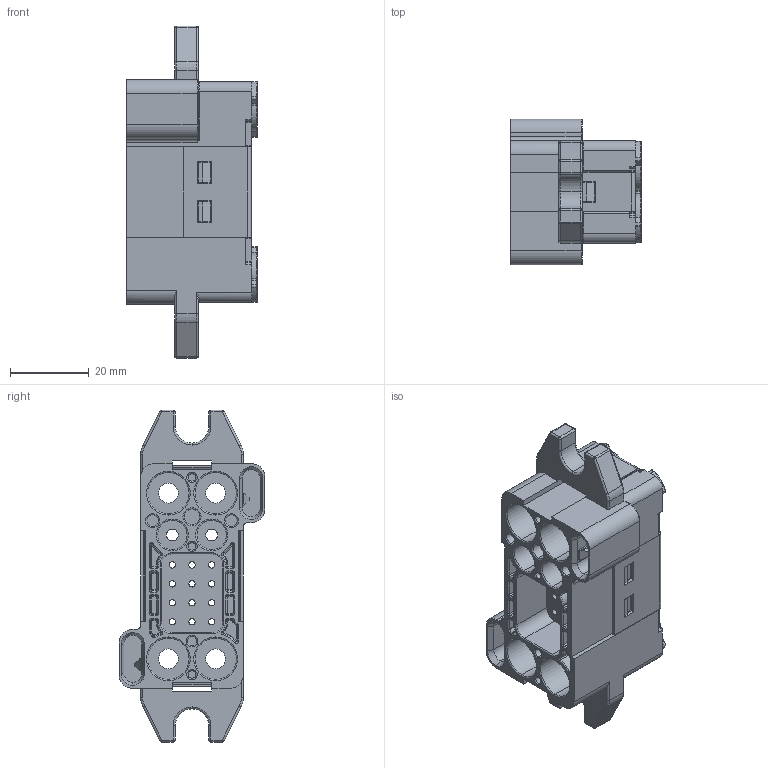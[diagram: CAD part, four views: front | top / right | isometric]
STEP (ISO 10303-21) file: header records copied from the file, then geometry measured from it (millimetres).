
FILE_DESCRIPTION(/* description */ (''),/* implementation_level */ '2;1');
FILE_NAME(/* name */ '1010080000005.stp',/* time_stamp */ '2023-08-02T11:19:00+08:00',/* author */ (''),/* organization */ (''),/* preprocessor_version */ 'ST-DEVELOPER v11',/* originating_system */ 'SIEMENS PLM Software NX 7.5',/* authorisation */ '');
FILE_SCHEMA (('CONFIG_CONTROL_DESIGN'));
Length unit declared in the file: millimetre
Products named in the file (1): 1010080000005_stp
Bounding box: 33.2 x 37 x 84.2 mm (x, y, z)
Volume: 32119.2 mm3; surface area: 24587.5 mm2
Topology: 1 solids, 2 shells, 1134 faces, 2746 edges, 1578 vertices
Faces by surface type: cylinder 491, plane 319, torus 200, sphere 86, bspline 32, cone 6
Full cylindrical faces by diameter (mm): 1.6 x12, 3 x2, 5 x4, 5.8 x2, 9.2 x4
Entity records: 33290 total; most frequent: CARTESIAN_POINT 6665, DIRECTION 6045, ORIENTED_EDGE 5274, EDGE_CURVE 2637, AXIS2_PLACEMENT_3D 2393, VERTEX_POINT 1572, CIRCLE 1290, LINE 1259
